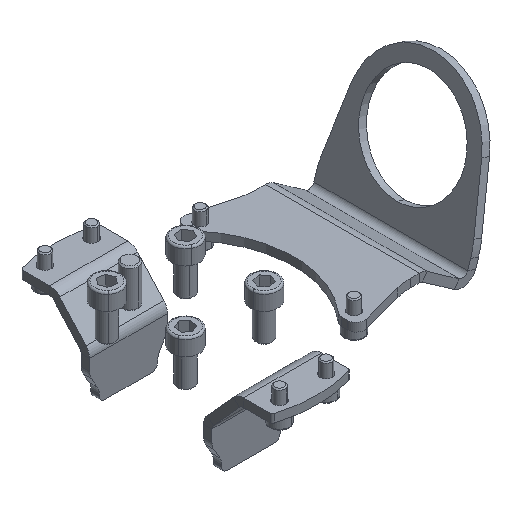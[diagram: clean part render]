
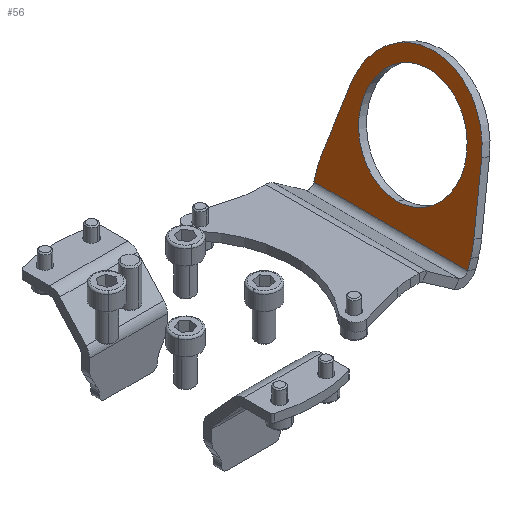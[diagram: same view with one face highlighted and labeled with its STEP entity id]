
A CAD part, isometric view. The second image highlights one B-rep face of the part: STEP entity #56.
In plain terms, the highlighted planar face has unit normal (-0.951, 0, 0.309).
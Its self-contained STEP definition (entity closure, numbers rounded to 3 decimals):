
#56 = ADVANCED_FACE ( 'NONE', ( #7244, #1763 ), #814, .F. ) ;
#147 = CARTESIAN_POINT ( 'NONE',  ( 71.723, 684.36, 500.14 ) ) ;
#283 = VERTEX_POINT ( 'NONE', #7906 ) ;
#382 = CIRCLE ( 'NONE', #3222, 18.65 ) ;
#406 = VECTOR ( 'NONE', #6070, 1000. ) ;
#589 = VERTEX_POINT ( 'NONE', #8086 ) ;
#609 = ORIENTED_EDGE ( 'NONE', *, *, #4009, .T. ) ;
#629 = ORIENTED_EDGE ( 'NONE', *, *, #5505, .T. ) ;
#721 = DIRECTION ( 'NONE',  ( -0.304, 0.174, -0.937 ) ) ;
#814 = PLANE ( 'NONE',  #6344 ) ;
#1053 = CARTESIAN_POINT ( 'NONE',  ( 75.522, 684.276, 511.832 ) ) ;
#1074 = VERTEX_POINT ( 'NONE', #1187 ) ;
#1187 = CARTESIAN_POINT ( 'NONE',  ( 76.467, 739.184, 514.742 ) ) ;
#1243 = CARTESIAN_POINT ( 'NONE',  ( 74.858, 714.36, 509.788 ) ) ;
#1324 = DIRECTION ( 'NONE',  ( 0.309, 0., 0.951 ) ) ;
#1368 = CARTESIAN_POINT ( 'NONE',  ( 81.755, 712., 531.015 ) ) ;
#1446 = VECTOR ( 'NONE', #7515, 1000. ) ;
#1633 = LINE ( 'NONE', #1053, #3023 ) ;
#1760 = AXIS2_PLACEMENT_3D ( 'NONE', #2727, #7486, #3438 ) ;
#1763 = FACE_OUTER_BOUND ( 'NONE', #3351, .T. ) ;
#1874 = DIRECTION ( 'NONE',  ( -0.309, 0., -0.951 ) ) ;
#1963 = EDGE_CURVE ( 'NONE', #1074, #4745, #7697, .T. ) ;
#2022 = DIRECTION ( 'NONE',  ( -0.309, 0., -0.951 ) ) ;
#2055 = CIRCLE ( 'NONE', #1760, 18.65 ) ;
#2173 = CARTESIAN_POINT ( 'NONE',  ( 73.811, 684.36, 506.566 ) ) ;
#2339 = VERTEX_POINT ( 'NONE', #7536 ) ;
#2578 = EDGE_CURVE ( 'NONE', #4745, #8351, #7491, .T. ) ;
#2660 = CIRCLE ( 'NONE', #4449, 30. ) ;
#2727 = CARTESIAN_POINT ( 'NONE',  ( 81.755, 712., 531.015 ) ) ;
#2789 = CARTESIAN_POINT ( 'NONE',  ( 73.811, 754., 506.566 ) ) ;
#3023 = VECTOR ( 'NONE', #5140, 1000. ) ;
#3222 = AXIS2_PLACEMENT_3D ( 'NONE', #1368, #6173, #2022 ) ;
#3291 = CARTESIAN_POINT ( 'NONE',  ( 75.992, 712., 513.277 ) ) ;
#3306 = CARTESIAN_POINT ( 'NONE',  ( 74.858, 739.64, 509.788 ) ) ;
#3351 = EDGE_LOOP ( 'NONE', ( #4429, #4926, #6703, #7677, #629, #3510, #609, #4186 ) ) ;
#3369 = DIRECTION ( 'NONE',  ( -0.951, 0., 0.309 ) ) ;
#3400 = EDGE_CURVE ( 'NONE', #283, #1074, #3718, .T. ) ;
#3438 = DIRECTION ( 'NONE',  ( -0.309, 0., -0.951 ) ) ;
#3510 = ORIENTED_EDGE ( 'NONE', *, *, #5426, .T. ) ;
#3661 = LINE ( 'NONE', #147, #7084 ) ;
#3718 = LINE ( 'NONE', #5430, #7141 ) ;
#4009 = EDGE_CURVE ( 'NONE', #2339, #589, #1633, .T. ) ;
#4186 = ORIENTED_EDGE ( 'NONE', *, *, #5481, .T. ) ;
#4224 = EDGE_CURVE ( 'NONE', #6670, #8386, #2055, .T. ) ;
#4251 = EDGE_CURVE ( 'NONE', #8351, #7250, #5106, .T. ) ;
#4429 = ORIENTED_EDGE ( 'NONE', *, *, #3400, .T. ) ;
#4449 = AXIS2_PLACEMENT_3D ( 'NONE', #1243, #6034, #1874 ) ;
#4745 = VERTEX_POINT ( 'NONE', #3306 ) ;
#4829 = ORIENTED_EDGE ( 'NONE', *, *, #5207, .T. ) ;
#4868 = CARTESIAN_POINT ( 'NONE',  ( 73.811, 739.64, 506.566 ) ) ;
#4922 = AXIS2_PLACEMENT_3D ( 'NONE', #7431, #3369, #8039 ) ;
#4926 = ORIENTED_EDGE ( 'NONE', *, *, #1963, .T. ) ;
#5106 = LINE ( 'NONE', #2789, #1446 ) ;
#5140 = DIRECTION ( 'NONE',  ( 0.304, 0.174, 0.937 ) ) ;
#5207 = EDGE_CURVE ( 'NONE', #8386, #6670, #382, .T. ) ;
#5269 = DIRECTION ( 'NONE',  ( -0.309, 0., -0.951 ) ) ;
#5392 = CARTESIAN_POINT ( 'NONE',  ( 71.723, 739.64, 500.14 ) ) ;
#5426 = EDGE_CURVE ( 'NONE', #5934, #2339, #2660, .T. ) ;
#5430 = CARTESIAN_POINT ( 'NONE',  ( 71.083, 742.256, 498.17 ) ) ;
#5481 = EDGE_CURVE ( 'NONE', #589, #283, #7272, .T. ) ;
#5505 = EDGE_CURVE ( 'NONE', #7250, #5934, #3661, .T. ) ;
#5516 = DIRECTION ( 'NONE',  ( -0.309, 0., -0.951 ) ) ;
#5695 = DIRECTION ( 'NONE',  ( -0.951, 0., 0.309 ) ) ;
#5934 = VERTEX_POINT ( 'NONE', #8150 ) ;
#6034 = DIRECTION ( 'NONE',  ( -0.951, 0., 0.309 ) ) ;
#6070 = DIRECTION ( 'NONE',  ( -0.309, 0., -0.951 ) ) ;
#6071 = CARTESIAN_POINT ( 'NONE',  ( 71.723, 754., 500.14 ) ) ;
#6173 = DIRECTION ( 'NONE',  ( 0.951, 0., -0.309 ) ) ;
#6197 = DIRECTION ( 'NONE',  ( 0.951, 0., -0.309 ) ) ;
#6344 = AXIS2_PLACEMENT_3D ( 'NONE', #6071, #6197, #5516 ) ;
#6670 = VERTEX_POINT ( 'NONE', #3291 ) ;
#6703 = ORIENTED_EDGE ( 'NONE', *, *, #2578, .T. ) ;
#6889 = CARTESIAN_POINT ( 'NONE',  ( 87.518, 712., 548.752 ) ) ;
#7084 = VECTOR ( 'NONE', #1324, 1000. ) ;
#7141 = VECTOR ( 'NONE', #721, 1000. ) ;
#7244 = FACE_BOUND ( 'NONE', #7938, .T. ) ;
#7250 = VERTEX_POINT ( 'NONE', #2173 ) ;
#7272 = CIRCLE ( 'NONE', #4922, 23.8 ) ;
#7431 = CARTESIAN_POINT ( 'NONE',  ( 81.755, 712., 531.015 ) ) ;
#7486 = DIRECTION ( 'NONE',  ( 0.951, 0., -0.309 ) ) ;
#7491 = LINE ( 'NONE', #5392, #406 ) ;
#7515 = DIRECTION ( 'NONE',  ( 0., -1., 0. ) ) ;
#7536 = CARTESIAN_POINT ( 'NONE',  ( 76.467, 684.816, 514.742 ) ) ;
#7560 = ORIENTED_EDGE ( 'NONE', *, *, #4224, .T. ) ;
#7677 = ORIENTED_EDGE ( 'NONE', *, *, #4251, .T. ) ;
#7697 = CIRCLE ( 'NONE', #8329, 30. ) ;
#7906 = CARTESIAN_POINT ( 'NONE',  ( 83.032, 735.438, 534.945 ) ) ;
#7938 = EDGE_LOOP ( 'NONE', ( #7560, #4829 ) ) ;
#7942 = CARTESIAN_POINT ( 'NONE',  ( 74.858, 709.64, 509.788 ) ) ;
#8039 = DIRECTION ( 'NONE',  ( -0.309, 0., -0.951 ) ) ;
#8086 = CARTESIAN_POINT ( 'NONE',  ( 83.032, 688.562, 534.945 ) ) ;
#8150 = CARTESIAN_POINT ( 'NONE',  ( 74.858, 684.36, 509.788 ) ) ;
#8329 = AXIS2_PLACEMENT_3D ( 'NONE', #7942, #5695, #5269 ) ;
#8351 = VERTEX_POINT ( 'NONE', #4868 ) ;
#8386 = VERTEX_POINT ( 'NONE', #6889 ) ;
